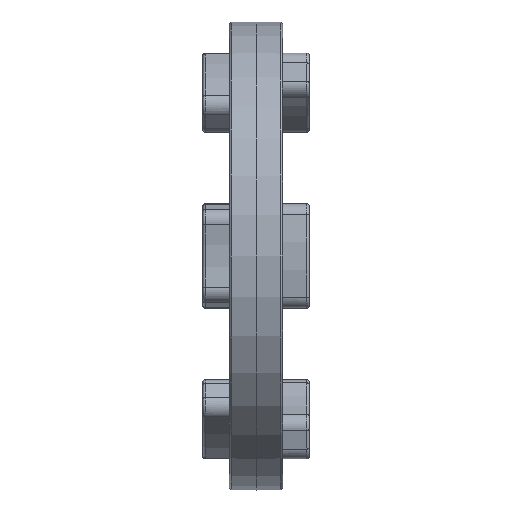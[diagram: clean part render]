
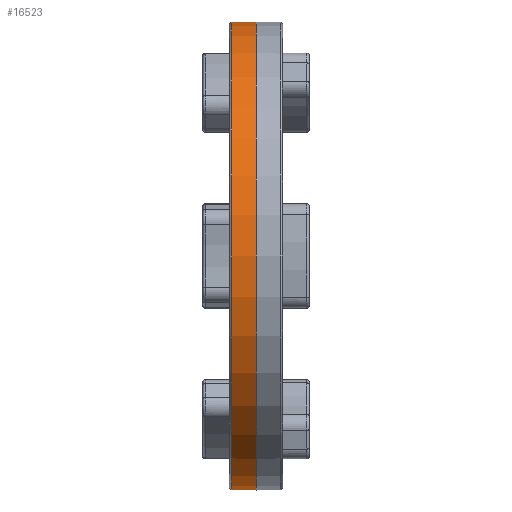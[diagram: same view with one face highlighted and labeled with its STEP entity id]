
A CAD part, left-side view. The second image highlights one B-rep face of the part: STEP entity #16523.
In plain terms, the highlighted conical face has half-angle 0.5 degrees and reference radius 27.94 mm.
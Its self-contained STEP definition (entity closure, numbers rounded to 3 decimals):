
#1826 = VERTEX_POINT ( 'NONE', #24246 ) ;
#2111 = EDGE_LOOP ( 'NONE', ( #16372, #27870, #35006, #40584 ) ) ;
#3356 = CARTESIAN_POINT ( 'NONE',  ( 0., 2.878, 27.915 ) ) ;
#6287 = CARTESIAN_POINT ( 'NONE',  ( 0., 0., -27.94 ) ) ;
#8598 = LINE ( 'NONE', #17944, #25298 ) ;
#9465 = VERTEX_POINT ( 'NONE', #3356 ) ;
#10772 = AXIS2_PLACEMENT_3D ( 'NONE', #17193, #37207, #20568 ) ;
#11903 = AXIS2_PLACEMENT_3D ( 'NONE', #19774, #43017, #23128 ) ;
#11982 = DIRECTION ( 'NONE',  ( 0., 1., 0. ) ) ;
#14064 = CARTESIAN_POINT ( 'NONE',  ( 0., 0., 27.94 ) ) ;
#15295 = CIRCLE ( 'NONE', #11903, 27.915 ) ;
#16372 = ORIENTED_EDGE ( 'NONE', *, *, #24272, .T. ) ;
#16523 = ADVANCED_FACE ( 'NONE', ( #31934 ), #21933, .T. ) ;
#17193 = CARTESIAN_POINT ( 'NONE',  ( 0., 0., 0. ) ) ;
#17357 = AXIS2_PLACEMENT_3D ( 'NONE', #32032, #11982, #35355 ) ;
#17944 = CARTESIAN_POINT ( 'NONE',  ( 0., 0., 27.94 ) ) ;
#19774 = CARTESIAN_POINT ( 'NONE',  ( 0., 2.878, 0. ) ) ;
#20568 = DIRECTION ( 'NONE',  ( 0., 0., 1. ) ) ;
#21294 = DIRECTION ( 'NONE',  ( 0., -1., 0.009 ) ) ;
#21933 = CONICAL_SURFACE ( 'NONE', #10772, 27.94, 0.009 ) ;
#23128 = DIRECTION ( 'NONE',  ( 0., 0., -1. ) ) ;
#24246 = CARTESIAN_POINT ( 'NONE',  ( 0., 2.878, -27.915 ) ) ;
#24272 = EDGE_CURVE ( 'NONE', #9465, #1826, #15295, .T. ) ;
#25298 = VECTOR ( 'NONE', #21294, 1000. ) ;
#26352 = VERTEX_POINT ( 'NONE', #6287 ) ;
#27870 = ORIENTED_EDGE ( 'NONE', *, *, #40860, .T. ) ;
#31072 = EDGE_CURVE ( 'NONE', #9465, #31806, #8598, .T. ) ;
#31198 = CARTESIAN_POINT ( 'NONE',  ( 0., 0., -27.94 ) ) ;
#31806 = VERTEX_POINT ( 'NONE', #14064 ) ;
#31934 = FACE_OUTER_BOUND ( 'NONE', #2111, .T. ) ;
#32032 = CARTESIAN_POINT ( 'NONE',  ( 0., 0., 0. ) ) ;
#32354 = VECTOR ( 'NONE', #34569, 1000. ) ;
#33383 = LINE ( 'NONE', #31198, #32354 ) ;
#34569 = DIRECTION ( 'NONE',  ( 0., -1., -0.009 ) ) ;
#34850 = EDGE_CURVE ( 'NONE', #26352, #31806, #35587, .T. ) ;
#35006 = ORIENTED_EDGE ( 'NONE', *, *, #34850, .T. ) ;
#35355 = DIRECTION ( 'NONE',  ( 0., 0., 1. ) ) ;
#35587 = CIRCLE ( 'NONE', #17357, 27.94 ) ;
#37207 = DIRECTION ( 'NONE',  ( 0., -1., 0. ) ) ;
#40584 = ORIENTED_EDGE ( 'NONE', *, *, #31072, .F. ) ;
#40860 = EDGE_CURVE ( 'NONE', #1826, #26352, #33383, .T. ) ;
#43017 = DIRECTION ( 'NONE',  ( 0., -1., 0. ) ) ;
